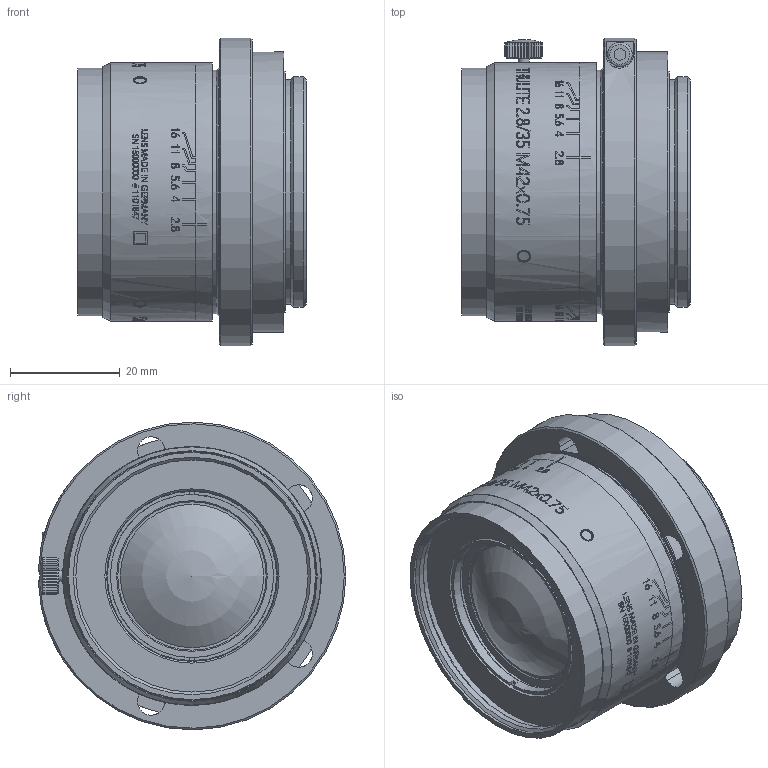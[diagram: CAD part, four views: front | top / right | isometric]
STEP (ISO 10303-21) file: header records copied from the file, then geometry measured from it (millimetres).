
FILE_DESCRIPTION(/* description */ (''),/* implementation_level */ '2;1');
FILE_NAME(/* name */ '1101847_00167195_002.stp',/* time_stamp */ '2022-12-13T11:31:48+01:00',/* author */ (''),/* organization */ (''),/* preprocessor_version */ 'ST-DEVELOPER v16',/* originating_system */ 'SIEMENS PLM Software NX 10.0',/* authorisation */ '');
FILE_SCHEMA (('AP203_CONFIGURATION_CONTROLLED_3D_DESIGN_OF_MECHANICAL_PARTS_AND_ASSEMBLIES_MIM_LF { 1 0 10303 403 2 1 2}'));
Length unit declared in the file: millimetre
Products named in the file (1): Guge51B49677tl0t
Bounding box: 41.54 x 55.99 x 55.99 mm (x, y, z)
Volume: 65743.4 mm3; surface area: 18779.8 mm2
Topology: 1 solids, 2 shells, 403 faces, 1557 edges, 1326 vertices
Faces by surface type: cylinder 230, plane 143, cone 26, sphere 3, torus 1
Full cylindrical faces by diameter (mm): 2 x1, 2.05 x4, 2.5 x1, 2.8 x1, 4.5 x1, 27 x1, 29.7 x1, 30.5 x1, 30.8 x1, 31.215 x1, 31.7 x1, 32.217 x1, 39.2 x1, 39.6 x1, 39.859 x1, 40.9 x1, 42 x1, 42.25 x1, 43.2 x2, 44.3 x1, 45 x2, 45.3 x1, 46.169 x1, 47 x1, 47.04 x2, 51 x1
Entity records: 19947 total; most frequent: CARTESIAN_POINT 8402, ORIENTED_EDGE 2961, EDGE_CURVE 1483, DIRECTION 1362, VERTEX_POINT 1305, B_SPLINE_CURVE_WITH_KNOTS 1064, EDGE_LOOP 648, AXIS2_PLACEMENT_3D 577
